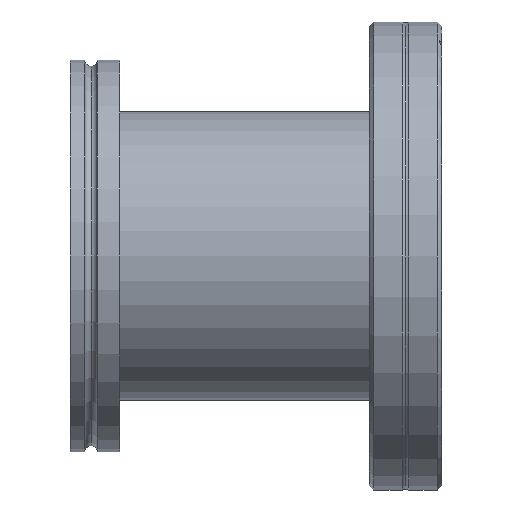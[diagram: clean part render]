
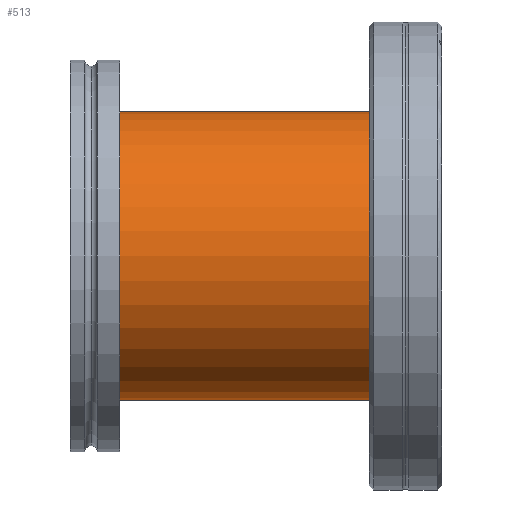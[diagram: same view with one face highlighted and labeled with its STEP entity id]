
A CAD part, front view. The second image highlights one B-rep face of the part: STEP entity #513.
In plain terms, the highlighted cylindrical face has radius 35 mm (diameter 70 mm), a partial arc.
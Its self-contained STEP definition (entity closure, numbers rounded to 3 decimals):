
#15 = LINE ( 'NONE', #1172, #1515 ) ;
#32 = DIRECTION ( 'NONE',  ( -1., 0., 0. ) ) ;
#143 = CIRCLE ( 'NONE', #704, 35. ) ;
#277 = DIRECTION ( 'NONE',  ( 0., 0., -1. ) ) ;
#299 = VERTEX_POINT ( 'NONE', #3102 ) ;
#312 = DIRECTION ( 'NONE',  ( -1., 0., 0. ) ) ;
#323 = CARTESIAN_POINT ( 'NONE',  ( 75.1, 0., 0. ) ) ;
#413 = VERTEX_POINT ( 'NONE', #1273 ) ;
#464 = ORIENTED_EDGE ( 'NONE', *, *, #2851, .F. ) ;
#490 = VERTEX_POINT ( 'NONE', #2216 ) ;
#495 = ORIENTED_EDGE ( 'NONE', *, *, #2078, .T. ) ;
#513 = ADVANCED_FACE ( 'NONE', ( #2738 ), #2614, .T. ) ;
#704 = AXIS2_PLACEMENT_3D ( 'NONE', #1725, #1709, #1681 ) ;
#726 = AXIS2_PLACEMENT_3D ( 'NONE', #323, #312, #277 ) ;
#815 = CARTESIAN_POINT ( 'NONE',  ( 80., 0., -35. ) ) ;
#1045 = AXIS2_PLACEMENT_3D ( 'NONE', #2282, #2305, #2399 ) ;
#1111 = DIRECTION ( 'NONE',  ( -1., 0., 0. ) ) ;
#1151 = VERTEX_POINT ( 'NONE', #2680 ) ;
#1172 = CARTESIAN_POINT ( 'NONE',  ( 80., 0., 35. ) ) ;
#1210 = ORIENTED_EDGE ( 'NONE', *, *, #2082, .F. ) ;
#1273 = CARTESIAN_POINT ( 'NONE',  ( 0., 0., 35. ) ) ;
#1479 = VECTOR ( 'NONE', #32, 1000. ) ;
#1480 = ORIENTED_EDGE ( 'NONE', *, *, #2775, .T. ) ;
#1515 = VECTOR ( 'NONE', #1111, 1000. ) ;
#1681 = DIRECTION ( 'NONE',  ( 0., 0., 1. ) ) ;
#1709 = DIRECTION ( 'NONE',  ( -1., 0., 0. ) ) ;
#1725 = CARTESIAN_POINT ( 'NONE',  ( 0., 0., 0. ) ) ;
#1984 = CIRCLE ( 'NONE', #726, 35. ) ;
#2078 = EDGE_CURVE ( 'NONE', #490, #413, #15, .T. ) ;
#2082 = EDGE_CURVE ( 'NONE', #1151, #299, #2301, .T. ) ;
#2216 = CARTESIAN_POINT ( 'NONE',  ( 75.1, 0., 35. ) ) ;
#2282 = CARTESIAN_POINT ( 'NONE',  ( 80., 0., 0. ) ) ;
#2301 = LINE ( 'NONE', #815, #1479 ) ;
#2305 = DIRECTION ( 'NONE',  ( -1., 0., 0. ) ) ;
#2399 = DIRECTION ( 'NONE',  ( 0., 0., 1. ) ) ;
#2580 = EDGE_LOOP ( 'NONE', ( #1210, #1480, #495, #464 ) ) ;
#2614 = CYLINDRICAL_SURFACE ( 'NONE', #1045, 35. ) ;
#2680 = CARTESIAN_POINT ( 'NONE',  ( 75.1, 0., -35. ) ) ;
#2738 = FACE_OUTER_BOUND ( 'NONE', #2580, .T. ) ;
#2775 = EDGE_CURVE ( 'NONE', #1151, #490, #1984, .T. ) ;
#2851 = EDGE_CURVE ( 'NONE', #299, #413, #143, .T. ) ;
#3102 = CARTESIAN_POINT ( 'NONE',  ( 0., 0., -35. ) ) ;
